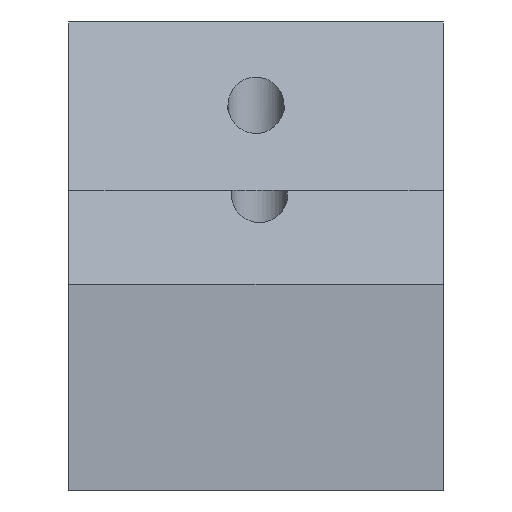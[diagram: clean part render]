
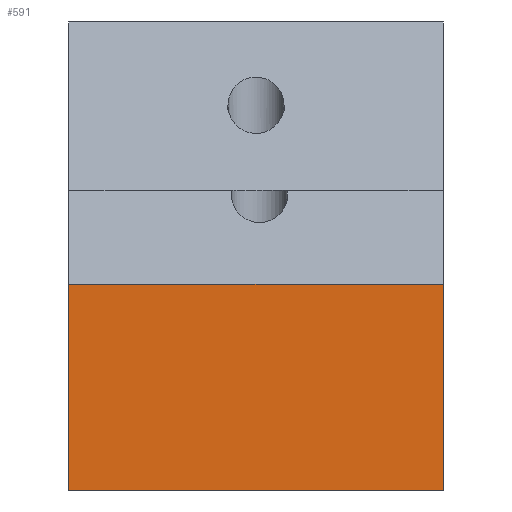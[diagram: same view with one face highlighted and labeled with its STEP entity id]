
A CAD part, front view. The second image highlights one B-rep face of the part: STEP entity #591.
In plain terms, the highlighted planar face has unit normal (0, -1, 0).
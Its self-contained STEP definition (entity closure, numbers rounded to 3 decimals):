
#41=PLANE('',#648);
#77=FACE_OUTER_BOUND('',#114,.T.);
#114=EDGE_LOOP('',(#503,#504,#505,#506));
#169=LINE('',#929,#236);
#171=LINE('',#933,#238);
#172=LINE('',#935,#239);
#173=LINE('',#936,#240);
#236=VECTOR('',#763,10.);
#238=VECTOR('',#767,10.);
#239=VECTOR('',#768,10.);
#240=VECTOR('',#769,10.);
#305=VERTEX_POINT('',#926);
#306=VERTEX_POINT('',#928);
#307=VERTEX_POINT('',#932);
#308=VERTEX_POINT('',#934);
#375=EDGE_CURVE('',#305,#306,#169,.T.);
#377=EDGE_CURVE('',#305,#307,#171,.T.);
#378=EDGE_CURVE('',#307,#308,#172,.T.);
#379=EDGE_CURVE('',#308,#306,#173,.T.);
#503=ORIENTED_EDGE('',*,*,#375,.F.);
#504=ORIENTED_EDGE('',*,*,#377,.T.);
#505=ORIENTED_EDGE('',*,*,#378,.T.);
#506=ORIENTED_EDGE('',*,*,#379,.T.);
#591=ADVANCED_FACE('',(#77),#41,.T.);
#648=AXIS2_PLACEMENT_3D('',#931,#765,#766);
#763=DIRECTION('',(1.,0.,0.));
#765=DIRECTION('center_axis',(0.,-1.,0.));
#766=DIRECTION('ref_axis',(0.,0.,-1.));
#767=DIRECTION('',(0.,0.,-1.));
#768=DIRECTION('',(1.,0.,0.));
#769=DIRECTION('',(0.,0.,1.));
#926=CARTESIAN_POINT('',(277.8,110.,51.2));
#928=CARTESIAN_POINT('',(297.8,110.,51.2));
#929=CARTESIAN_POINT('',(292.8,110.,51.2));
#931=CARTESIAN_POINT('Origin',(287.8,110.,52.7));
#932=CARTESIAN_POINT('',(277.8,110.,40.2));
#933=CARTESIAN_POINT('',(277.8,110.,52.7));
#934=CARTESIAN_POINT('',(297.8,110.,40.2));
#935=CARTESIAN_POINT('',(287.8,110.,40.2));
#936=CARTESIAN_POINT('',(297.8,110.,52.7));
